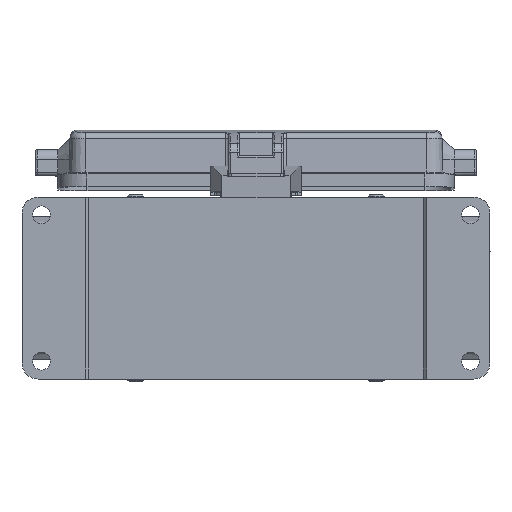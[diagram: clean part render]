
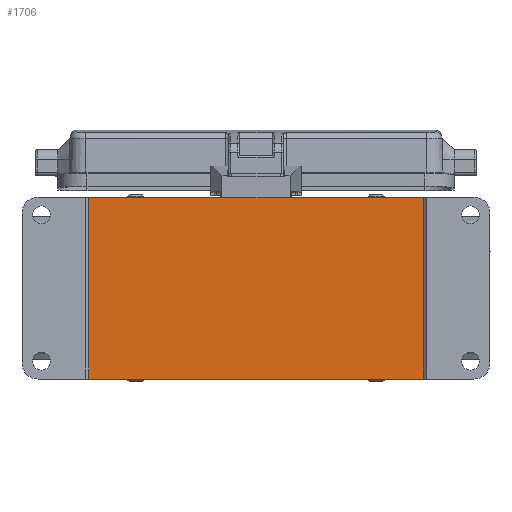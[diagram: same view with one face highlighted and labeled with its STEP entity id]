
A CAD part, front view. The second image highlights one B-rep face of the part: STEP entity #1706.
In plain terms, the highlighted planar face has unit normal (0, -1, 0).
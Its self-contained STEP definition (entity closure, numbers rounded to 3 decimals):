
#1706=ADVANCED_FACE('NONE',(#2656),#2271,.F.);
#2271=PLANE('',#12300);
#2656=FACE_OUTER_BOUND('',#3342,.T.);
#3342=EDGE_LOOP('',(#4758,#4759,#4760,#4761));
#4758=ORIENTED_EDGE('',*,*,#8970,.F.);
#4759=ORIENTED_EDGE('',*,*,#8975,.F.);
#4760=ORIENTED_EDGE('',*,*,#8963,.F.);
#4761=ORIENTED_EDGE('',*,*,#9015,.F.);
#7699=VERTEX_POINT('',#17841);
#7701=VERTEX_POINT('',#17845);
#7705=VERTEX_POINT('',#17856);
#7707=VERTEX_POINT('',#17860);
#8963=EDGE_CURVE('NONE',#7701,#7699,#10470,.T.);
#8970=EDGE_CURVE('NONE',#7707,#7705,#10476,.T.);
#8975=EDGE_CURVE('NONE',#7699,#7707,#10481,.T.);
#9015=EDGE_CURVE('NONE',#7705,#7701,#10494,.T.);
#10470=LINE('',#17846,#11320);
#10476=LINE('',#17861,#11326);
#10481=LINE('',#17869,#11331);
#10494=LINE('',#18290,#11344);
#11320=VECTOR('',#13873,1.);
#11326=VECTOR('',#13885,1.);
#11331=VECTOR('',#13892,1.);
#11344=VECTOR('',#13971,1.);
#12300=AXIS2_PLACEMENT_3D('',#18291,#13972,#13973);
#13873=DIRECTION('',(0.,0.,1.));
#13885=DIRECTION('',(0.,0.,-1.));
#13892=DIRECTION('',(1.,0.,0.));
#13971=DIRECTION('',(-1.,0.,0.));
#13972=DIRECTION('',(0.,1.,0.));
#13973=DIRECTION('',(0.,0.,1.));
#17841=CARTESIAN_POINT('',(-51.5,-22.995,28.));
#17845=CARTESIAN_POINT('',(-51.5,-22.995,-28.));
#17846=CARTESIAN_POINT('',(-51.5,-22.995,33.6));
#17856=CARTESIAN_POINT('',(51.5,-22.995,-28.));
#17860=CARTESIAN_POINT('',(51.5,-22.995,28.));
#17861=CARTESIAN_POINT('',(51.5,-22.995,33.6));
#17869=CARTESIAN_POINT('',(51.5,-22.995,28.));
#18290=CARTESIAN_POINT('',(72.,-22.995,-28.));
#18291=CARTESIAN_POINT('',(51.5,-22.995,33.6));
